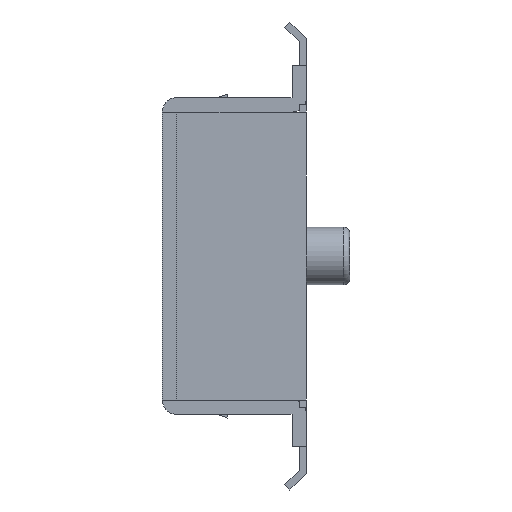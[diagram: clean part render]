
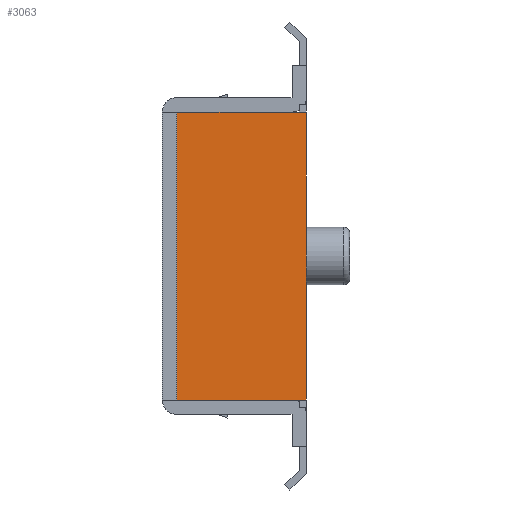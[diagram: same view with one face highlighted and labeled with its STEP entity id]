
A CAD part, left-side view. The second image highlights one B-rep face of the part: STEP entity #3063.
In plain terms, the highlighted planar face has unit normal (-1, 0, 0).
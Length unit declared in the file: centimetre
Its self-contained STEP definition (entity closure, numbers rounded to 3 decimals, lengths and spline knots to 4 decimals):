
#216=FACE_OUTER_BOUND('',#382,.T.);
#382=EDGE_LOOP('',(#2732,#2733,#2734,#2735));
#628=LINE('',#4530,#1000);
#634=LINE('',#4542,#1006);
#759=LINE('',#4858,#1131);
#823=LINE('',#4990,#1195);
#1000=VECTOR('',#3667,1.);
#1006=VECTOR('',#3679,1.);
#1131=VECTOR('',#3984,1.);
#1195=VECTOR('',#4116,1.);
#1309=VERTEX_POINT('',#4440);
#1335=VERTEX_POINT('',#4526);
#1338=VERTEX_POINT('',#4541);
#1439=VERTEX_POINT('',#4856);
#1678=EDGE_CURVE('',#1309,#1335,#628,.T.);
#1684=EDGE_CURVE('',#1338,#1335,#634,.T.);
#1840=EDGE_CURVE('',#1309,#1439,#759,.T.);
#1905=EDGE_CURVE('',#1338,#1439,#823,.T.);
#2732=ORIENTED_EDGE('',*,*,#1678,.F.);
#2733=ORIENTED_EDGE('',*,*,#1840,.T.);
#2734=ORIENTED_EDGE('',*,*,#1905,.F.);
#2735=ORIENTED_EDGE('',*,*,#1684,.T.);
#2901=PLANE('',#3299);
#3063=ADVANCED_FACE('',(#216),#2901,.T.);
#3299=AXIS2_PLACEMENT_3D('',#4989,#4114,#4115);
#3667=DIRECTION('',(0.,0.,1.));
#3679=DIRECTION('',(0.,1.,0.));
#3984=DIRECTION('',(0.,-1.,0.));
#4114=DIRECTION('center_axis',(-1.,0.,0.));
#4115=DIRECTION('ref_axis',(0.,0.,1.));
#4116=DIRECTION('',(0.,0.,-1.));
#4440=CARTESIAN_POINT('',(-0.285,0.09,-0.2));
#4526=CARTESIAN_POINT('',(-0.285,0.09,0.2));
#4530=CARTESIAN_POINT('',(-0.285,0.09,0.));
#4541=CARTESIAN_POINT('',(-0.285,-0.09,0.2));
#4542=CARTESIAN_POINT('',(-0.285,0.09,0.2));
#4856=CARTESIAN_POINT('',(-0.285,-0.09,-0.2));
#4858=CARTESIAN_POINT('',(-0.285,0.09,-0.2));
#4989=CARTESIAN_POINT('Origin',(-0.285,0.09,0.));
#4990=CARTESIAN_POINT('',(-0.285,-0.09,0.));
